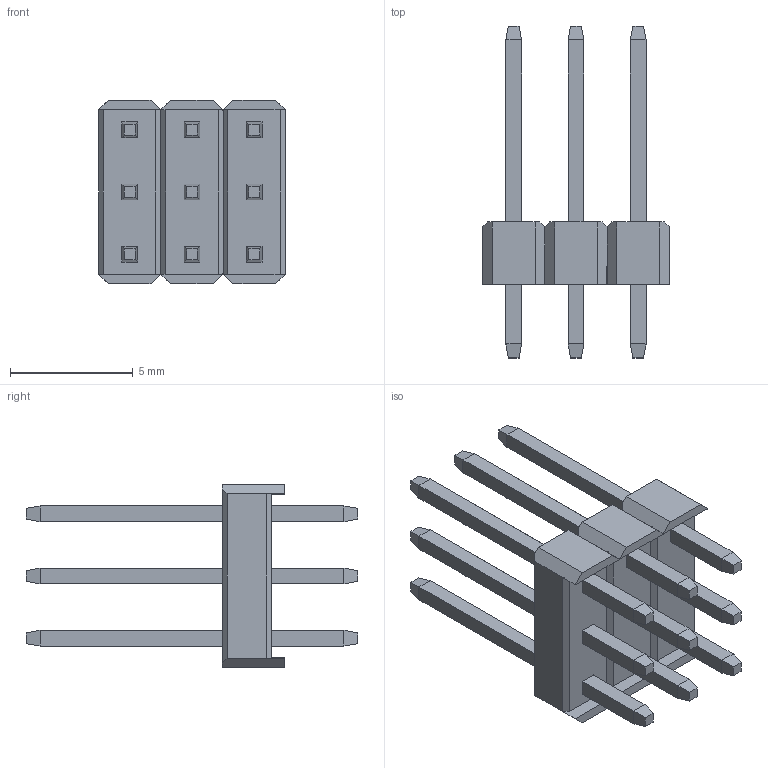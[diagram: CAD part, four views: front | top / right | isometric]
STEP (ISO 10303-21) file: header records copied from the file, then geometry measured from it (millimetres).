
FILE_DESCRIPTION (( 'STEP AP214' ), '1' );
FILE_NAME ('3x3 Male Pin Header.STEP', '2018-11-17T18:43:42', ( 'M.B.I.' ), ( '' ), 'SwSTEP 2.0', '', '' );
FILE_SCHEMA (( 'AUTOMOTIVE_DESIGN' ));
Length unit declared in the file: millimetre
Products named in the file (1): 3x3 Male Pin Header
Bounding box: 7.62 x 13.54 x 7.5 mm (x, y, z)
Volume: 154.9 mm3; surface area: 543.1 mm2
Topology: 10 solids, 10 shells, 230 faces, 548 edges, 338 vertices
Faces by surface type: plane 230
Entity records: 6547 total; most frequent: CARTESIAN_POINT 1117, ORIENTED_EDGE 1096, DIRECTION 1010, LINE 548, EDGE_CURVE 548, VECTOR 548, VERTEX_POINT 338, EDGE_LOOP 248
